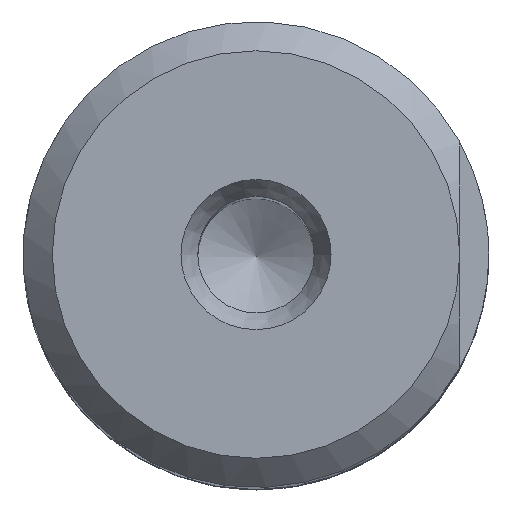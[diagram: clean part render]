
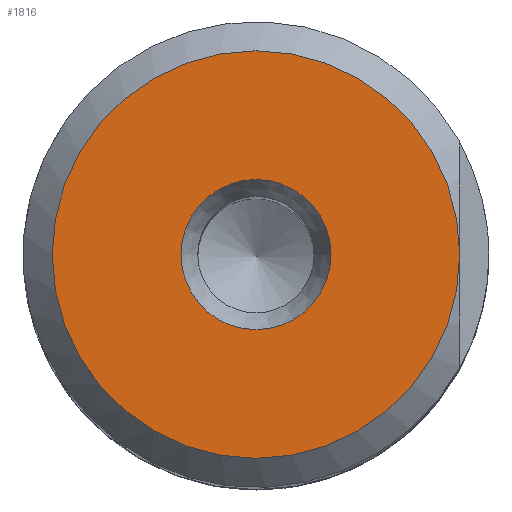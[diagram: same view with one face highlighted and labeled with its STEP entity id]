
A CAD part, top view. The second image highlights one B-rep face of the part: STEP entity #1816.
In plain terms, the highlighted planar face has unit normal (0, 0, 1).
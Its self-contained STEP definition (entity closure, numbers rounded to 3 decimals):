
#1675=PLANE('',#8591);
#1816=ADVANCED_FACE('',(#3139,#3140),#1675,.F.);
#3139=FACE_BOUND('',#3278,.T.);
#3140=FACE_BOUND('',#3279,.T.);
#3278=EDGE_LOOP('',(#3876));
#3279=EDGE_LOOP('',(#3877));
#3876=ORIENTED_EDGE('',*,*,#6940,.T.);
#3877=ORIENTED_EDGE('',*,*,#6941,.F.);
#6210=VERTEX_POINT('',#11024);
#6211=VERTEX_POINT('',#11026);
#6940=EDGE_CURVE('',#6210,#6210,#8117,.T.);
#6941=EDGE_CURVE('',#6211,#6211,#8118,.T.);
#8117=CIRCLE('',#8589,14.);
#8118=CIRCLE('',#8590,5.155);
#8589=AXIS2_PLACEMENT_3D('',#11023,#9226,#9227);
#8590=AXIS2_PLACEMENT_3D('',#11025,#9228,#9229);
#8591=AXIS2_PLACEMENT_3D('',#11027,#9230,#9231);
#9226=DIRECTION('',(0.,0.,1.));
#9227=DIRECTION('',(-1.,0.,0.));
#9228=DIRECTION('',(0.,0.,1.));
#9229=DIRECTION('',(1.,0.,0.));
#9230=DIRECTION('',(0.,0.,-1.));
#9231=DIRECTION('',(-1.,0.,0.));
#11023=CARTESIAN_POINT('',(0.,0.,68.));
#11024=CARTESIAN_POINT('',(14.,0.,68.));
#11025=CARTESIAN_POINT('',(0.,0.,68.));
#11026=CARTESIAN_POINT('',(5.155,0.,68.));
#11027=CARTESIAN_POINT('',(16.,0.,68.));
